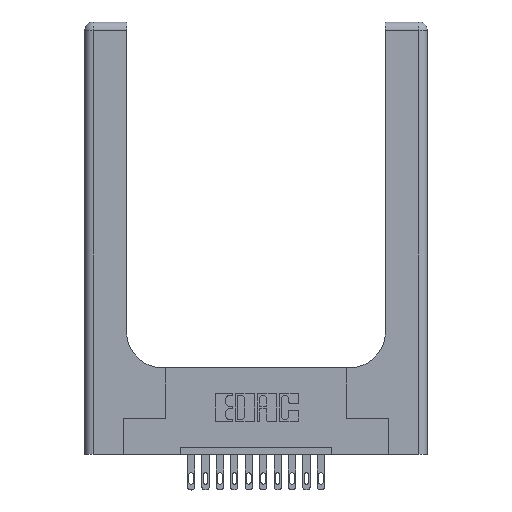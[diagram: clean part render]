
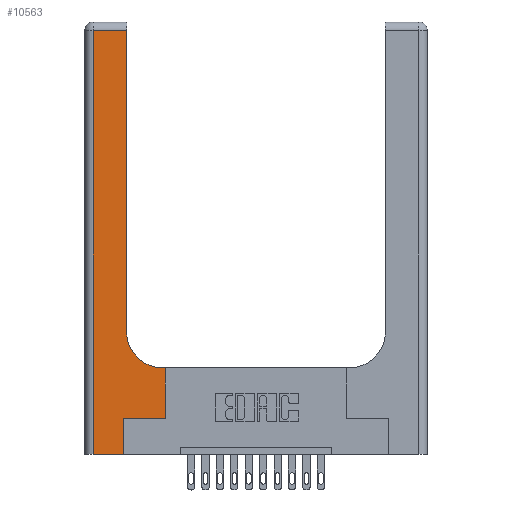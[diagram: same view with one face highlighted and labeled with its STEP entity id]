
A CAD part, top view. The second image highlights one B-rep face of the part: STEP entity #10563.
In plain terms, the highlighted planar face has unit normal (0, 0, 1).
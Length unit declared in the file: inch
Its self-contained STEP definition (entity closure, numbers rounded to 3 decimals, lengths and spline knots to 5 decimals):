
#717 = ORIENTED_EDGE ( 'NONE', *, *, #11015, .T. ) ;
#1003 = DIRECTION ( 'NONE',  ( 0., 1., 0. ) ) ;
#1115 = EDGE_CURVE ( 'NONE', #4506, #5002, #4731, .T. ) ;
#1397 = LINE ( 'NONE', #11120, #4912 ) ;
#1427 = CIRCLE ( 'NONE', #9971, 0.25 ) ;
#1550 = EDGE_CURVE ( 'NONE', #10162, #6215, #12247, .T. ) ;
#1584 = CARTESIAN_POINT ( 'NONE',  ( 0.5585, 0.25, 0.37 ) ) ;
#1595 = CARTESIAN_POINT ( 'NONE',  ( 0., 0., 0.37 ) ) ;
#1954 = DIRECTION ( 'NONE',  ( 1., 0., 0. ) ) ;
#2003 = CARTESIAN_POINT ( 'NONE',  ( 0.5415, 0.85, 0.37 ) ) ;
#2225 = LINE ( 'NONE', #1595, #12228 ) ;
#2393 = VERTEX_POINT ( 'NONE', #1584 ) ;
#2472 = VECTOR ( 'NONE', #4913, 39.37008 ) ;
#2553 = DIRECTION ( 'NONE',  ( 1., 0., 0. ) ) ;
#2574 = CARTESIAN_POINT ( 'NONE',  ( 0.269, 0.25, 0.37 ) ) ;
#2723 = CARTESIAN_POINT ( 'NONE',  ( 0.2915, 2.94, 0.37 ) ) ;
#2929 = ORIENTED_EDGE ( 'NONE', *, *, #14143, .T. ) ;
#3044 = CARTESIAN_POINT ( 'NONE',  ( 0., 3., 0.37 ) ) ;
#3363 = EDGE_CURVE ( 'NONE', #6215, #4506, #1427, .T. ) ;
#3482 = VECTOR ( 'NONE', #2553, 39.37008 ) ;
#3756 = CARTESIAN_POINT ( 'NONE',  ( 0.269, 0.25, 0.37 ) ) ;
#4506 = VERTEX_POINT ( 'NONE', #16099 ) ;
#4731 = LINE ( 'NONE', #7491, #7566 ) ;
#4912 = VECTOR ( 'NONE', #12317, 39.37008 ) ;
#4913 = DIRECTION ( 'NONE',  ( 0., 1., 0. ) ) ;
#5002 = VERTEX_POINT ( 'NONE', #2723 ) ;
#5015 = EDGE_CURVE ( 'NONE', #12711, #2393, #12239, .T. ) ;
#5613 = DIRECTION ( 'NONE',  ( 0., 0., -1. ) ) ;
#5670 = VERTEX_POINT ( 'NONE', #15122 ) ;
#5945 = DIRECTION ( 'NONE',  ( 0., 0., -1. ) ) ;
#5958 = FACE_OUTER_BOUND ( 'NONE', #16794, .T. ) ;
#6215 = VERTEX_POINT ( 'NONE', #10379 ) ;
#6350 = LINE ( 'NONE', #10547, #9417 ) ;
#6553 = ORIENTED_EDGE ( 'NONE', *, *, #3363, .T. ) ;
#6685 = ORIENTED_EDGE ( 'NONE', *, *, #15420, .T. ) ;
#6929 = DIRECTION ( 'NONE',  ( -1., 0., 0. ) ) ;
#7176 = LINE ( 'NONE', #15482, #2472 ) ;
#7360 = VERTEX_POINT ( 'NONE', #7840 ) ;
#7491 = CARTESIAN_POINT ( 'NONE',  ( 0.2915, 3., 0.37 ) ) ;
#7566 = VECTOR ( 'NONE', #1003, 39.37008 ) ;
#7840 = CARTESIAN_POINT ( 'NONE',  ( 0.269, 0., 0.37 ) ) ;
#8164 = VECTOR ( 'NONE', #11013, 39.37008 ) ;
#8735 = VECTOR ( 'NONE', #16541, 39.37008 ) ;
#9417 = VECTOR ( 'NONE', #14541, 39.37008 ) ;
#9971 = AXIS2_PLACEMENT_3D ( 'NONE', #2003, #5945, #1954 ) ;
#10162 = VERTEX_POINT ( 'NONE', #16132 ) ;
#10186 = ORIENTED_EDGE ( 'NONE', *, *, #1115, .T. ) ;
#10379 = CARTESIAN_POINT ( 'NONE',  ( 0.5415, 0.6, 0.37 ) ) ;
#10469 = ORIENTED_EDGE ( 'NONE', *, *, #1550, .T. ) ;
#10547 = CARTESIAN_POINT ( 'NONE',  ( 0., 2.94, 0.37 ) ) ;
#10563 = ADVANCED_FACE ( 'NONE', ( #5958 ), #13438, .F. ) ;
#11013 = DIRECTION ( 'NONE',  ( -1., 0., 0. ) ) ;
#11015 = EDGE_CURVE ( 'NONE', #5002, #13639, #6350, .T. ) ;
#11070 = CARTESIAN_POINT ( 'NONE',  ( 0.2915, 0.6, 0.37 ) ) ;
#11120 = CARTESIAN_POINT ( 'NONE',  ( 0.269, 0., 0.37 ) ) ;
#11825 = DIRECTION ( 'NONE',  ( 1., 0., 0. ) ) ;
#12203 = LINE ( 'NONE', #16376, #8735 ) ;
#12228 = VECTOR ( 'NONE', #11825, 39.37008 ) ;
#12239 = LINE ( 'NONE', #3756, #3482 ) ;
#12247 = LINE ( 'NONE', #11070, #8164 ) ;
#12317 = DIRECTION ( 'NONE',  ( 0., 1., 0. ) ) ;
#12711 = VERTEX_POINT ( 'NONE', #2574 ) ;
#13438 = PLANE ( 'NONE',  #14744 ) ;
#13639 = VERTEX_POINT ( 'NONE', #14483 ) ;
#14143 = EDGE_CURVE ( 'NONE', #2393, #10162, #7176, .T. ) ;
#14459 = EDGE_CURVE ( 'NONE', #7360, #12711, #1397, .T. ) ;
#14483 = CARTESIAN_POINT ( 'NONE',  ( 0.06, 2.94, 0.37 ) ) ;
#14541 = DIRECTION ( 'NONE',  ( -1., 0., 0. ) ) ;
#14744 = AXIS2_PLACEMENT_3D ( 'NONE', #3044, #5613, #6929 ) ;
#14783 = ORIENTED_EDGE ( 'NONE', *, *, #5015, .T. ) ;
#15122 = CARTESIAN_POINT ( 'NONE',  ( 0.06, 0., 0.37 ) ) ;
#15420 = EDGE_CURVE ( 'NONE', #5670, #7360, #2225, .T. ) ;
#15482 = CARTESIAN_POINT ( 'NONE',  ( 0.5585, 0.25, 0.37 ) ) ;
#15626 = ORIENTED_EDGE ( 'NONE', *, *, #16213, .T. ) ;
#15927 = ORIENTED_EDGE ( 'NONE', *, *, #14459, .T. ) ;
#16099 = CARTESIAN_POINT ( 'NONE',  ( 0.2915, 0.85, 0.37 ) ) ;
#16132 = CARTESIAN_POINT ( 'NONE',  ( 0.5585, 0.6, 0.37 ) ) ;
#16213 = EDGE_CURVE ( 'NONE', #13639, #5670, #12203, .T. ) ;
#16376 = CARTESIAN_POINT ( 'NONE',  ( 0.06, 3., 0.37 ) ) ;
#16541 = DIRECTION ( 'NONE',  ( 0., -1., 0. ) ) ;
#16794 = EDGE_LOOP ( 'NONE', ( #10186, #717, #15626, #6685, #15927, #14783, #2929, #10469, #6553 ) ) ;
